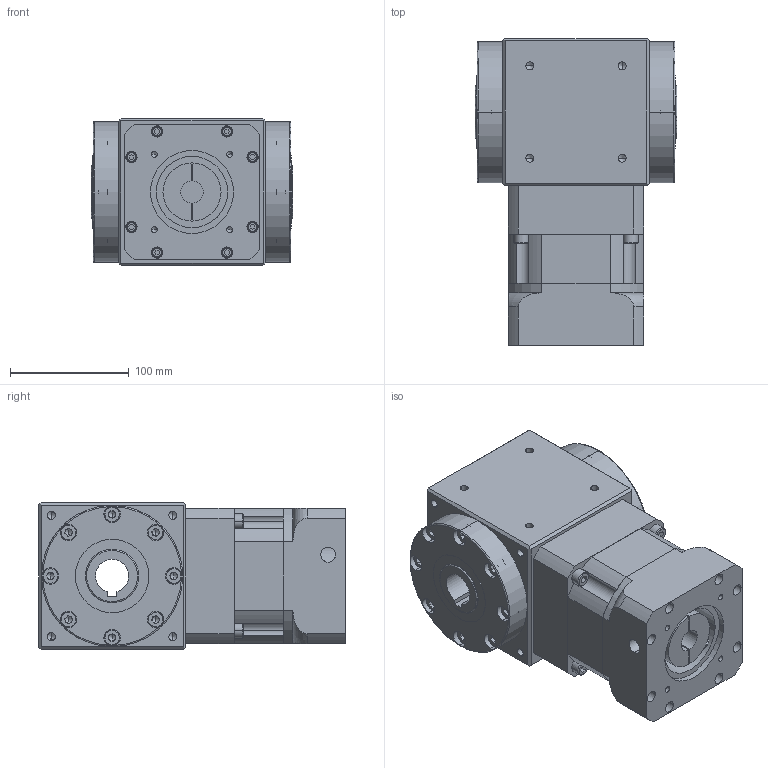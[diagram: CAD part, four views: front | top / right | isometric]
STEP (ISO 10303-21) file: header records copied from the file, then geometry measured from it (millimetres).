
FILE_DESCRIPTION (( 'STEP AP214' ), '1' );
FILE_NAME ('RAM120-L1-XX-H-19-70-90-M6_2019.STEP', '2019-04-09T03:41:12', ( 'Y' ), ( 'NCU' ), 'SwSTEP 2.0', 'SolidWorks 2016', '' );
FILE_SCHEMA (( 'AUTOMOTIVE_DESIGN' ));
Length unit declared in the file: millimetre
Products named in the file (1): RAM120-L1-XX-H-19-70-90-M6_2019
Bounding box: 170 x 258.8 x 124 mm (x, y, z)
Volume: 3818649.2 mm3; surface area: 324352.1 mm2
Topology: 4 solids, 20 shells, 844 faces, 2009 edges, 1236 vertices
Faces by surface type: plane 424, cylinder 272, cone 104, torus 44
Entity records: 27716 total; most frequent: CARTESIAN_POINT 6942, DIRECTION 4341, ORIENTED_EDGE 3858, EDGE_CURVE 1929, AXIS2_PLACEMENT_3D 1635, VERTEX_POINT 1236, LINE 1071, VECTOR 1071
